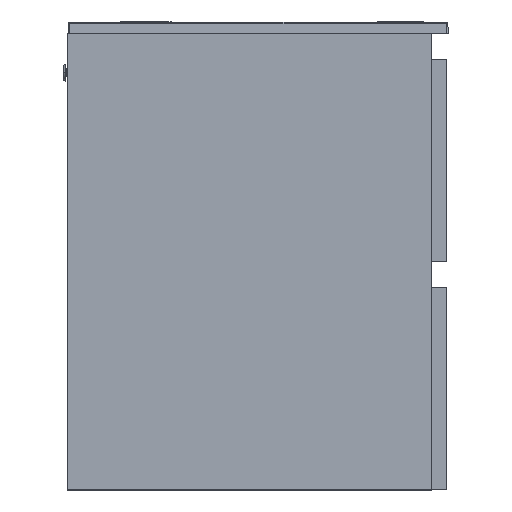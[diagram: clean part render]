
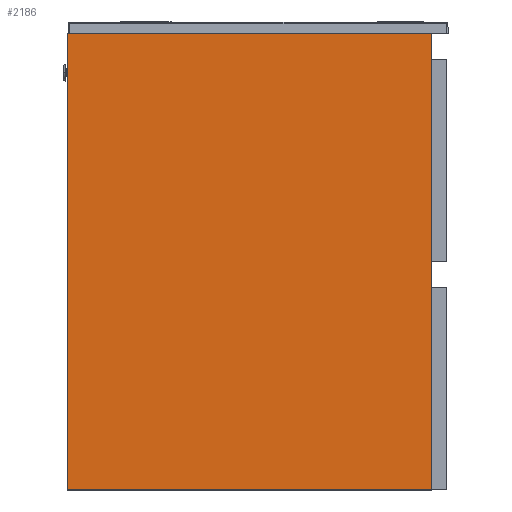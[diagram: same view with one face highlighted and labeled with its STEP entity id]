
A CAD part, left-side view. The second image highlights one B-rep face of the part: STEP entity #2186.
In plain terms, the highlighted planar face has unit normal (-1, 0, 0).
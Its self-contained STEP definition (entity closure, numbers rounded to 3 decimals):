
#2186=ADVANCED_FACE('',(#4633),#37071,.T.);
#4633=FACE_OUTER_BOUND('',#7052,.T.);
#7052=EDGE_LOOP('',(#18513,#18514,#18515,#18516));
#18513=ORIENTED_EDGE('',*,*,#24793,.T.);
#18514=ORIENTED_EDGE('',*,*,#24786,.T.);
#18515=ORIENTED_EDGE('',*,*,#24794,.F.);
#18516=ORIENTED_EDGE('',*,*,#24791,.F.);
#24786=EDGE_CURVE('',#34710,#34713,#29738,.T.);
#24791=EDGE_CURVE('',#34716,#34717,#29743,.T.);
#24793=EDGE_CURVE('',#34716,#34710,#29745,.T.);
#24794=EDGE_CURVE('',#34717,#34713,#29746,.T.);
#29738=B_SPLINE_CURVE_WITH_KNOTS('',1,(#96220,#96221),.UNSPECIFIED.,.F.,
 .F.,(2,2),(0.,2950.),.UNSPECIFIED.);
#29743=B_SPLINE_CURVE_WITH_KNOTS('',1,(#96230,#96231),.UNSPECIFIED.,.F.,
 .F.,(2,2),(0.,2950.),.UNSPECIFIED.);
#29745=B_SPLINE_CURVE_WITH_KNOTS('',1,(#96234,#96235),.UNSPECIFIED.,.F.,
 .F.,(2,2),(1740.,2320.),.UNSPECIFIED.);
#29746=B_SPLINE_CURVE_WITH_KNOTS('',1,(#96236,#96237),.UNSPECIFIED.,.F.,
 .F.,(2,2),(1740.,2320.),.UNSPECIFIED.);
#34710=VERTEX_POINT('',#96206);
#34713=VERTEX_POINT('',#96209);
#34716=VERTEX_POINT('',#96212);
#34717=VERTEX_POINT('',#96213);
#37071=PLANE('',#39062);
#39062=AXIS2_PLACEMENT_3D('',#96203,#40997,$);
#40997=DIRECTION('',(-1.,0.,0.));
#96203=CARTESIAN_POINT('',(-448.5,225.244,242.));
#96206=CARTESIAN_POINT('',(-448.5,-205.756,242.));
#96209=CARTESIAN_POINT('',(-448.5,-205.756,782.));
#96212=CARTESIAN_POINT('',(-448.5,225.244,242.));
#96213=CARTESIAN_POINT('',(-448.5,225.244,782.));
#96220=CARTESIAN_POINT('',(-448.5,-205.756,242.));
#96221=CARTESIAN_POINT('',(-448.5,-205.756,782.));
#96230=CARTESIAN_POINT('',(-448.5,225.244,242.));
#96231=CARTESIAN_POINT('',(-448.5,225.244,782.));
#96234=CARTESIAN_POINT('',(-448.5,225.244,242.));
#96235=CARTESIAN_POINT('',(-448.5,-205.756,242.));
#96236=CARTESIAN_POINT('',(-448.5,225.244,782.));
#96237=CARTESIAN_POINT('',(-448.5,-205.756,782.));
